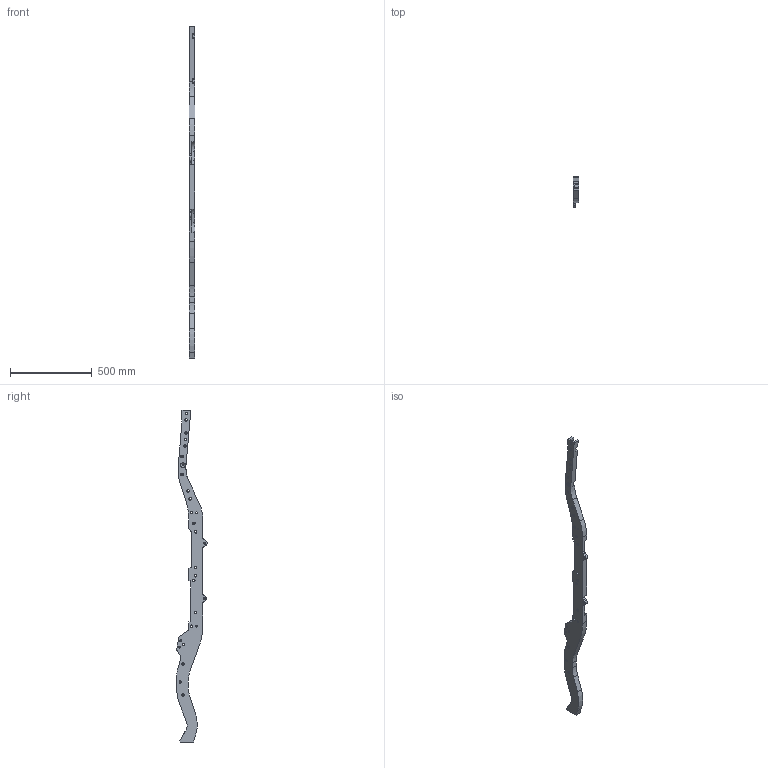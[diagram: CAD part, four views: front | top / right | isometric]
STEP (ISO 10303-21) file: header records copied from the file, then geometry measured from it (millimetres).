
FILE_DESCRIPTION(/* description */ ('STEP AP242','CAx-IF Rec.Pracs.---Representation and Presentation of Product Manufacturing Information (PMI)---4.0---2014-10-13','CAx-IF Rec.Pracs.---3D Tessellated Geometry---0.4---2014-09-14','2;1'),/* implementation_level */ '2;1');
FILE_NAME(/* name */ '67b2a8ac4b836b4889807f5b',/* time_stamp */ '2025-02-17T03:10:37Z',/* author */ (''),/* organization */ (''),/* preprocessor_version */ 'ST-DEVELOPER v20',/* originating_system */ 'ONSHAPE BY PTC INC, 1.193',/* authorisation */ ' ');
FILE_SCHEMA (('AP242_MANAGED_MODEL_BASED_3D_ENGINEERING_MIM_LF { 1 0 10303 442 1 1 4 }'));
Length unit declared in the file: millimetre
Products named in the file (1): RC4WD Gelande II Chassis Sides_Right
Bounding box: 35 x 187.5 x 2032.5 mm (x, y, z)
Volume: 4897157.4 mm3; surface area: 499225.4 mm2
Topology: 1 solids, 1 shells, 160 faces, 457 edges, 300 vertices
Faces by surface type: cylinder 74, plane 61, cone 23, bspline 2
Full cylindrical faces by diameter (mm): 10.5 x4, 12.5 x15, 15.5 x13, 30 x1
Entity records: 5057 total; most frequent: CARTESIAN_POINT 898, DIRECTION 872, ORIENTED_EDGE 776, EDGE_CURVE 388, AXIS2_PLACEMENT_3D 329, VERTEX_POINT 290, FACE_BOUND 278, EDGE_LOOP 275
